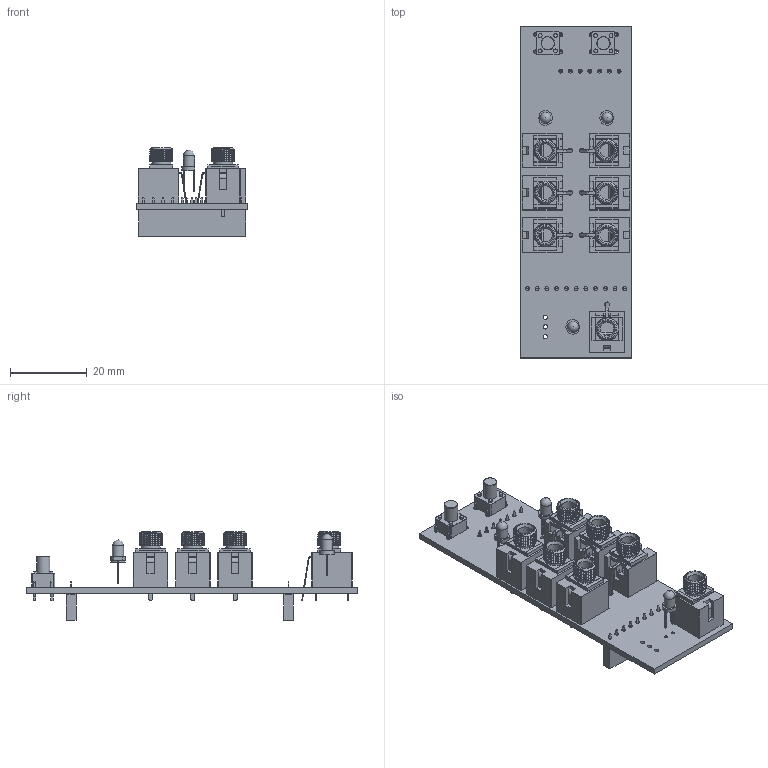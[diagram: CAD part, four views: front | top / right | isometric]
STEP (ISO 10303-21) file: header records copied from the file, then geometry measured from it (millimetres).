
FILE_DESCRIPTION(('KiCad electronic assembly'),'2;1');
FILE_NAME('controls.step','2024-08-21T10:17:49',('Pcbnew'),('Kicad'), 'Open CASCADE STEP processor 7.8','KiCad to STEP converter','Unknown' );
FILE_SCHEMA(('AUTOMOTIVE_DESIGN { 1 0 10303 214 1 1 1 1 }'));
Length unit declared in the file: millimetre
Products named in the file (12): controls 1; LED_D3.0mm_Clear; thonkiconn; Part; SW_PUSH_6mm_H8mm; SW_PUSH_6mm_h8mm; PinSocket_1x07_P2.54mm_Vertical; PinSocket_1x07_P254mm_Vertical; PinSocket_1x11_P2.54mm_Vertical; PinSocket_1x11_P254mm_Vertical; controls_PCB
Assembly tree (20 placements, depth 3):
  controls 1
    LED_D3.0mm_Clear  x3
      LED_D3.0mm_Clear
    thonkiconn  x7
      Part
    SW_PUSH_6mm_H8mm  x2
      SW_PUSH_6mm_h8mm
    PinSocket_1x07_P2.54mm_Vertical
      PinSocket_1x07_P254mm_Vertical
    PinSocket_1x11_P2.54mm_Vertical
      PinSocket_1x11_P254mm_Vertical
    controls_PCB
Bounding box: 29 x 86.6 x 23.2 mm (x, y, z)
Volume: 8389.5 mm3; surface area: 17737.7 mm2
Topology: 43 solids, 43 shells, 5840 faces, 13114 edges, 7437 vertices
Faces by surface type: plane 4501, cone 462, cylinder 452, bspline 420, sphere 3, torus 2
Full cylindrical faces by diameter (mm): 0.9 x6, 1 x26, 1.09 x3, 1.1 x8, 1.22 x7, 1.42 x7, 1.43 x7, 2.9 x3, 3.5 x2, 3.6 x7, 4 x21, 5 x7, 5.4 x42
Entity records: 52687 total; most frequent: CARTESIAN_POINT 13694, ORIENTED_EDGE 7040, DIRECTION 6558, EDGE_CURVE 3520, LINE 3028, VECTOR 3028, VERTEX_POINT 2136, AXIS2_PLACEMENT_3D 1765
